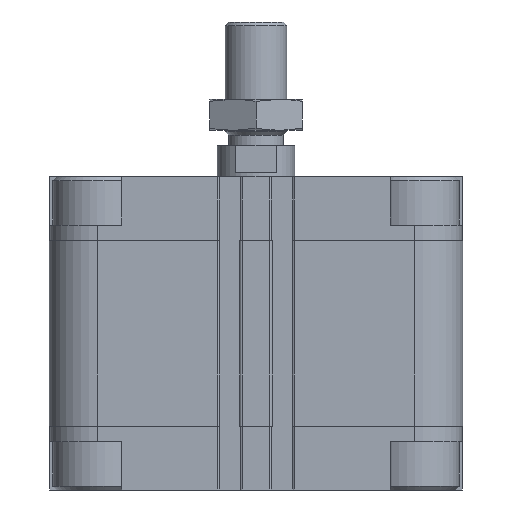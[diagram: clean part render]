
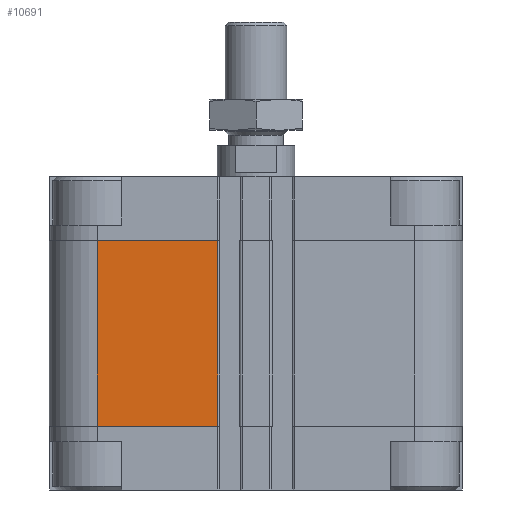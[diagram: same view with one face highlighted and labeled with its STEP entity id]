
A CAD part, front view. The second image highlights one B-rep face of the part: STEP entity #10691.
In plain terms, the highlighted face is planar.
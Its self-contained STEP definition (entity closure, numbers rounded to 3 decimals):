
#2035=ORIENTED_EDGE('',*,*,#4745,.F.);
#2036=ORIENTED_EDGE('',*,*,#4830,.F.);
#2037=ORIENTED_EDGE('',*,*,#4440,.T.);
#2038=ORIENTED_EDGE('',*,*,#4831,.T.);
#4440=EDGE_CURVE('',#5989,#5988,#6918,.T.);
#4745=EDGE_CURVE('',#6181,#6182,#7134,.T.);
#4830=EDGE_CURVE('',#5989,#6181,#7188,.T.);
#4831=EDGE_CURVE('',#5988,#6182,#7189,.T.);
#5988=VERTEX_POINT('',#16376);
#5989=VERTEX_POINT('',#16378);
#6181=VERTEX_POINT('',#16979);
#6182=VERTEX_POINT('',#16981);
#6918=LINE('',#16377,#7894);
#7134=LINE('',#16980,#8110);
#7188=LINE('',#17151,#8164);
#7189=LINE('',#17153,#8165);
#7894=VECTOR('',#12707,1000.);
#8110=VECTOR('',#13311,1000.);
#8164=VECTOR('',#13489,1000.);
#8165=VECTOR('',#13492,1000.);
#8792=EDGE_LOOP('',(#2035,#2036,#2037,#2038));
#9542=FACE_BOUND('',#8792,.T.);
#10209=PLANE('',#11565);
#10691=ADVANCED_FACE('',(#9542),#10209,.T.);
#11565=AXIS2_PLACEMENT_3D('',#17152,#13490,#13491);
#12707=DIRECTION('',(-1.,0.,0.));
#13311=DIRECTION('',(-1.,0.,0.));
#13489=DIRECTION('',(0.,0.,1.));
#13490=DIRECTION('',(0.,1.,0.));
#13491=DIRECTION('',(0.,0.,1.));
#13492=DIRECTION('',(0.,0.,1.));
#16376=CARTESIAN_POINT('',(9.95,53.5,-64.5));
#16377=CARTESIAN_POINT('',(41.,53.5,-64.5));
#16378=CARTESIAN_POINT('',(41.,53.5,-64.5));
#16979=CARTESIAN_POINT('',(41.,53.5,-16.5));
#16980=CARTESIAN_POINT('',(41.,53.5,-16.5));
#16981=CARTESIAN_POINT('',(9.95,53.5,-16.5));
#17151=CARTESIAN_POINT('',(41.,53.5,-64.5));
#17152=CARTESIAN_POINT('',(41.,53.5,-64.5));
#17153=CARTESIAN_POINT('',(9.95,53.5,-64.5));
